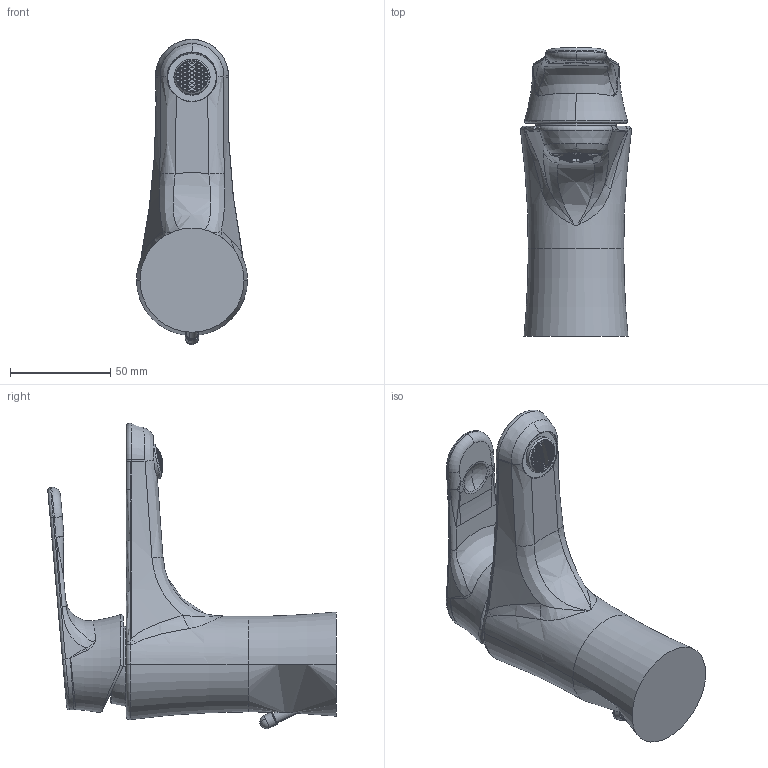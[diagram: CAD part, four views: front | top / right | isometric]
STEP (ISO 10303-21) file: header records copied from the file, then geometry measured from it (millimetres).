
FILE_DESCRIPTION (( 'STEP AP214' ), '1' );
FILE_NAME ('35511350.STEP', '2020-08-21T06:59:31', ( '' ), ( '' ), 'SwSTEP 2.0', 'SolidWorks 2016', '' );
FILE_SCHEMA (( 'AUTOMOTIVE_DESIGN' ));
Length unit declared in the file: millimetre
Products named in the file (1): 35511350
Bounding box: 55.42 x 144.08 x 152.45 mm (x, y, z)
Volume: 324466.5 mm3; surface area: 40931.6 mm2
Topology: 1 solids, 2 shells, 841 faces, 2683 edges, 1732 vertices
Faces by surface type: plane 652, bspline 75, cylinder 47, torus 41, sphere 16, cone 10
Entity records: 44302 total; most frequent: CARTESIAN_POINT 10987, ORIENTED_EDGE 5338, DIRECTION 4837, EDGE_CURVE 2669, VERTEX_POINT 1732, VECTOR 1663, LINE 1663, AXIS2_PLACEMENT_3D 1587
